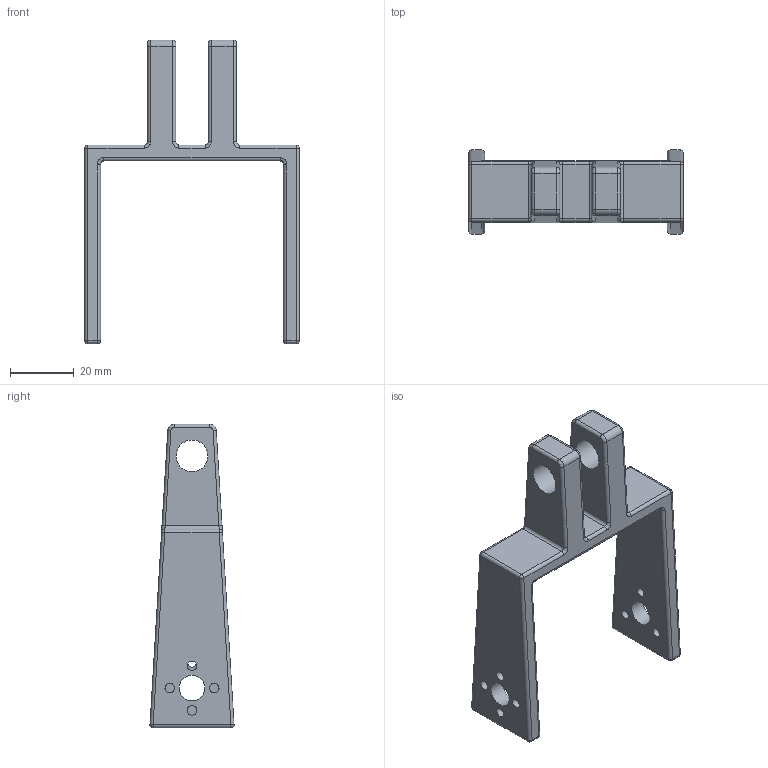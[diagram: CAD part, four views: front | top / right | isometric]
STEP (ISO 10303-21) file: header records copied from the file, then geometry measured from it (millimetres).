
FILE_DESCRIPTION(/* description */ (''),/* implementation_level */ '2;1');
FILE_NAME(/* name */ '3. Brao do motor.stp',/* time_stamp */ '2025-04-23T17:10:30-03:00',/* author */ ('erikg'),/* organization */ (''),/* preprocessor_version */ 'ST-DEVELOPER v20',/* originating_system */ 'Autodesk Inventor 2025',/* authorisation */ '');
FILE_SCHEMA (('AUTOMOTIVE_DESIGN { 1 0 10303 214 3 1 1 }'));
Length unit declared in the file: millimetre
Products named in the file (1): Braço do motor II
Bounding box: 67.5 x 26.43 x 95.5 mm (x, y, z)
Volume: 27379.4 mm3; surface area: 13288.8 mm2
Topology: 1 solids, 1 shells, 109 faces, 245 edges, 138 vertices
Faces by surface type: cylinder 59, bspline 20, plane 18, sphere 12
Full cylindrical faces by diameter (mm): 2.8 x3, 3 x4, 8 x2, 10 x2
Entity records: 3390 total; most frequent: CARTESIAN_POINT 855, DIRECTION 563, ORIENTED_EDGE 490, EDGE_CURVE 245, AXIS2_PLACEMENT_3D 228, VERTEX_POINT 138, EDGE_LOOP 131, CIRCLE 114
